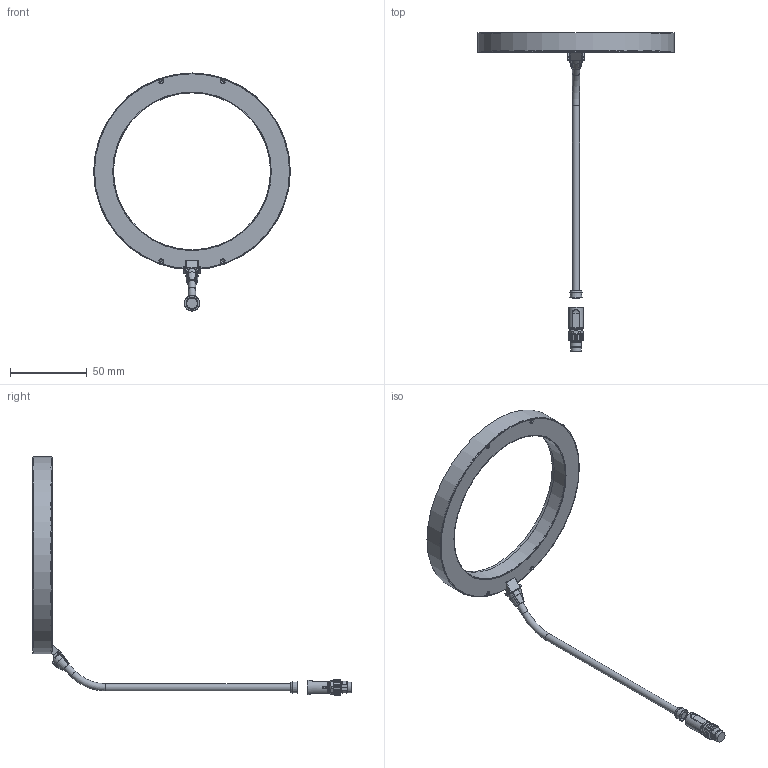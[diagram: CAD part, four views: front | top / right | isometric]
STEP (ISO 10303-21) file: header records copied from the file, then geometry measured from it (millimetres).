
FILE_DESCRIPTION(/* description */ ('evotronLIGHT Ringlicht R-128x102-P-S','CAx-IF Rec.Pracs.---Representation and Presentation of Product Manufacturing Information (PMI)---4.0---2014-10-13'),/* implementation_level */ '2;1');
FILE_NAME(/* name */ 'R-128x102-CLR-P-S.stp',/* time_stamp */ '2019-09-03T14:38:02+02:00',/* author */ ('S. Ludwig'),/* organization */ ('evotron GmbH & Co. KG Pfuetschbergstrasse 16 98527 Suhl'),/* preprocessor_version */ 'ST-DEVELOPER v18.1',/* authorisation */ '');
FILE_SCHEMA (('AP242_MANAGED_MODEL_BASED_3D_ENGINEERING_MIM_LF { 1 0 10303 442 1 1 4 }'));
Length unit declared in the file: millimetre
Products named in the file (1): R-128x102-XXXX-CLR-P-S_Shrinkwrap_1
Bounding box: 128 x 206.92 x 154.91 mm (x, y, z)
Volume: 62368.6 mm3; surface area: 42002.9 mm2
Topology: 6 solids, 6 shells, 572 faces, 1400 edges, 853 vertices
Faces by surface type: cylinder 188, plane 165, bspline 108, cone 59, sphere 30, torus 22
Full cylindrical faces by diameter (mm): 1.221 x17, 2.459 x4, 4.7 x3, 6.25 x1, 6.9 x2, 9.5 x1, 102.1 x1, 102.858 x1, 103.1 x1, 103.2 x1, 104.058 x1, 104.3 x1, 125.7 x1, 126.042 x1, 127 x1, 128 x1
Entity records: 20048 total; most frequent: CARTESIAN_POINT 6412, ORIENTED_EDGE 2760, DIRECTION 2653, EDGE_CURVE 1380, AXIS2_PLACEMENT_3D 1077, VERTEX_POINT 853, EDGE_LOOP 611, STYLED_ITEM 579
